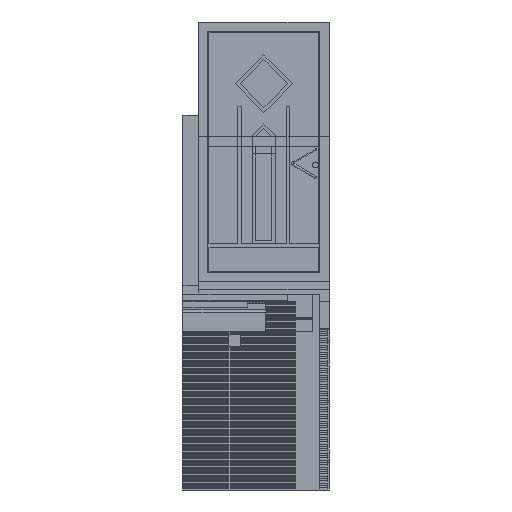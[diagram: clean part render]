
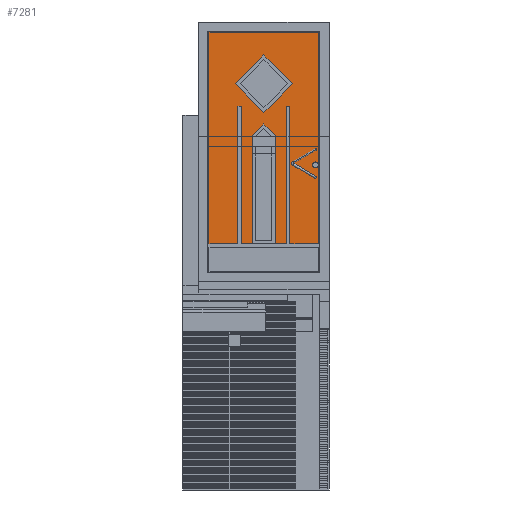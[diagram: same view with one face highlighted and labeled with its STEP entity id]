
A CAD part, left-side view. The second image highlights one B-rep face of the part: STEP entity #7281.
In plain terms, the highlighted planar face has unit normal (-1, 0, 0).
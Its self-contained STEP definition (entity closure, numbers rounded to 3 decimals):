
#7281=ADVANCED_FACE('',(#13779,#13780),#13781,.T.);
#13779=FACE_BOUND('',#21867,.T.);
#13780=FACE_OUTER_BOUND('',#21868,.T.);
#13781=PLANE('',#21869);
#21867=EDGE_LOOP('',(#32749,#32750,#32751,#32752));
#21868=EDGE_LOOP('',(#32753,#32754,#32755,#32756,#32757,#32758,#32759,#32760,#32761,#32762,#32763,#32764,#32765,#32766,#32767,#32768,#32769));
#21869=AXIS2_PLACEMENT_3D('',#32770,#32771,#32772);
#32749=ORIENTED_EDGE('',*,*,#43381,.T.);
#32750=ORIENTED_EDGE('',*,*,#45667,.T.);
#32751=ORIENTED_EDGE('',*,*,#44764,.T.);
#32752=ORIENTED_EDGE('',*,*,#44173,.T.);
#32753=ORIENTED_EDGE('',*,*,#42034,.T.);
#32754=ORIENTED_EDGE('',*,*,#45668,.F.);
#32755=ORIENTED_EDGE('',*,*,#45669,.F.);
#32756=ORIENTED_EDGE('',*,*,#45670,.F.);
#32757=ORIENTED_EDGE('',*,*,#45671,.F.);
#32758=ORIENTED_EDGE('',*,*,#45672,.F.);
#32759=ORIENTED_EDGE('',*,*,#43418,.F.);
#32760=ORIENTED_EDGE('',*,*,#42635,.F.);
#32761=ORIENTED_EDGE('',*,*,#44224,.F.);
#32762=ORIENTED_EDGE('',*,*,#44799,.F.);
#32763=ORIENTED_EDGE('',*,*,#45673,.F.);
#32764=ORIENTED_EDGE('',*,*,#44038,.F.);
#32765=ORIENTED_EDGE('',*,*,#42030,.T.);
#32766=ORIENTED_EDGE('',*,*,#44432,.T.);
#32767=ORIENTED_EDGE('',*,*,#45674,.T.);
#32768=ORIENTED_EDGE('',*,*,#43694,.T.);
#32769=ORIENTED_EDGE('',*,*,#45675,.T.);
#32770=CARTESIAN_POINT('',(1877.24,27.492,1141.651));
#32771=DIRECTION('',(-1.0,0.,0.0));
#32772=DIRECTION('',(0.,-1.0,0.0));
#42030=EDGE_CURVE('',#48609,#48607,#48610,.T.);
#42034=EDGE_CURVE('',#48617,#48615,#48618,.T.);
#42635=EDGE_CURVE('',#49648,#49651,#49652,.T.);
#43381=EDGE_CURVE('',#50905,#50903,#50906,.T.);
#43418=EDGE_CURVE('',#49651,#50962,#50963,.T.);
#43694=EDGE_CURVE('',#51401,#51399,#51402,.T.);
#44038=EDGE_CURVE('',#48609,#51947,#51948,.T.);
#44173=EDGE_CURVE('',#52157,#50905,#52158,.T.);
#44224=EDGE_CURVE('',#52236,#49648,#52238,.T.);
#44432=EDGE_CURVE('',#48607,#52555,#52557,.T.);
#44764=EDGE_CURVE('',#53062,#52157,#53063,.T.);
#44799=EDGE_CURVE('',#53110,#52236,#53112,.T.);
#45667=EDGE_CURVE('',#50903,#53062,#54328,.T.);
#45668=EDGE_CURVE('',#54329,#48615,#54330,.T.);
#45669=EDGE_CURVE('',#54331,#54329,#54332,.T.);
#45670=EDGE_CURVE('',#54333,#54331,#54334,.T.);
#45671=EDGE_CURVE('',#54335,#54333,#54336,.T.);
#45672=EDGE_CURVE('',#50962,#54335,#54337,.T.);
#45673=EDGE_CURVE('',#51947,#53110,#54338,.T.);
#45674=EDGE_CURVE('',#52555,#51401,#54339,.T.);
#45675=EDGE_CURVE('',#51399,#48617,#54340,.T.);
#48607=VERTEX_POINT('',#57893);
#48609=VERTEX_POINT('',#57896);
#48610=LINE('',#57897,#57898);
#48615=VERTEX_POINT('',#57905);
#48617=VERTEX_POINT('',#57908);
#48618=LINE('',#57909,#57910);
#49648=VERTEX_POINT('',#59394);
#49651=VERTEX_POINT('',#59398);
#49652=LINE('',#59399,#59400);
#50903=VERTEX_POINT('',#61216);
#50905=VERTEX_POINT('',#61219);
#50906=LINE('',#61220,#61221);
#50962=VERTEX_POINT('',#61302);
#50963=LINE('',#61303,#61304);
#51399=VERTEX_POINT('',#61942);
#51401=VERTEX_POINT('',#61945);
#51402=LINE('',#61946,#61947);
#51947=VERTEX_POINT('',#62748);
#51948=LINE('',#62749,#62750);
#52157=VERTEX_POINT('',#63057);
#52158=LINE('',#63058,#63059);
#52236=VERTEX_POINT('',#63174);
#52238=LINE('',#63177,#63178);
#52555=VERTEX_POINT('',#63642);
#52557=LINE('',#63645,#63646);
#53062=VERTEX_POINT('',#64384);
#53063=LINE('',#64385,#64386);
#53110=VERTEX_POINT('',#64456);
#53112=LINE('',#64459,#64460);
#54328=LINE('',#66252,#66253);
#54329=VERTEX_POINT('',#66254);
#54330=LINE('',#66255,#66256);
#54331=VERTEX_POINT('',#66257);
#54332=LINE('',#66258,#66259);
#54333=VERTEX_POINT('',#66260);
#54334=LINE('',#66261,#66262);
#54335=VERTEX_POINT('',#66263);
#54336=LINE('',#66264,#66265);
#54337=LINE('',#66266,#66267);
#54338=LINE('',#66268,#66269);
#54339=LINE('',#66270,#66271);
#54340=LINE('',#66272,#66273);
#57893=CARTESIAN_POINT('',(1877.24,-47.508,445.));
#57896=CARTESIAN_POINT('',(1877.24,0.347,445.));
#57897=CARTESIAN_POINT('',(1877.24,0.347,445.));
#57898=VECTOR('',#70579,50.0);
#57905=CARTESIAN_POINT('',(1877.24,-195.363,445.));
#57908=CARTESIAN_POINT('',(1877.24,-147.508,445.));
#57909=CARTESIAN_POINT('',(1877.24,-147.508,445.));
#57910=VECTOR('',#70583,50.0);
#59394=CARTESIAN_POINT('',(1877.24,141.242,445.));
#59398=CARTESIAN_POINT('',(1877.24,141.242,1365.0));
#59399=CARTESIAN_POINT('',(1877.24,141.242,445.));
#59400=VECTOR('',#71045,50.0);
#61216=CARTESIAN_POINT('',(1877.24,-97.508,1266.651));
#61219=CARTESIAN_POINT('',(1877.24,27.492,1141.651));
#61220=CARTESIAN_POINT('',(1877.24,27.492,1141.651));
#61221=VECTOR('',#71618,50.0);
#61302=CARTESIAN_POINT('',(1877.24,-336.258,1365.0));
#61303=CARTESIAN_POINT('',(1877.24,141.242,1365.0));
#61304=VECTOR('',#71644,50.0);
#61942=CARTESIAN_POINT('',(1877.24,-147.508,916.651));
#61945=CARTESIAN_POINT('',(1877.24,-97.508,966.651));
#61946=CARTESIAN_POINT('',(1877.24,-97.508,966.651));
#61947=VECTOR('',#71848,50.0);
#62748=CARTESIAN_POINT('',(1877.24,0.347,1043.795));
#62749=CARTESIAN_POINT('',(1877.24,0.347,445.));
#62750=VECTOR('',#72105,50.0);
#63057=CARTESIAN_POINT('',(1877.24,-97.508,1016.651));
#63058=CARTESIAN_POINT('',(1877.24,-97.508,1016.651));
#63059=VECTOR('',#72204,50.0);
#63174=CARTESIAN_POINT('',(1877.24,15.347,445.));
#63177=CARTESIAN_POINT('',(1877.24,15.347,445.));
#63178=VECTOR('',#72243,50.0);
#63642=CARTESIAN_POINT('',(1877.24,-47.508,916.651));
#63645=CARTESIAN_POINT('',(1877.24,-47.508,445.));
#63646=VECTOR('',#72392,50.0);
#64384=CARTESIAN_POINT('',(1877.24,-222.508,1141.651));
#64385=CARTESIAN_POINT('',(1877.24,-222.508,1141.651));
#64386=VECTOR('',#72638,50.0);
#64456=CARTESIAN_POINT('',(1877.24,15.347,1043.795));
#64459=CARTESIAN_POINT('',(1877.24,15.347,1043.795));
#64460=VECTOR('',#72663,50.0);
#66252=CARTESIAN_POINT('',(1877.24,-97.508,1266.651));
#66253=VECTOR('',#73252,50.0);
#66254=CARTESIAN_POINT('',(1877.24,-195.363,1043.795));
#66255=CARTESIAN_POINT('',(1877.24,-195.363,1043.795));
#66256=VECTOR('',#73253,50.0);
#66257=CARTESIAN_POINT('',(1877.24,-210.363,1043.795));
#66258=CARTESIAN_POINT('',(1877.24,-210.363,1043.795));
#66259=VECTOR('',#73254,50.0);
#66260=CARTESIAN_POINT('',(1877.24,-210.363,445.));
#66261=CARTESIAN_POINT('',(1877.24,-210.363,445.));
#66262=VECTOR('',#73255,50.0);
#66263=CARTESIAN_POINT('',(1877.24,-336.258,445.));
#66264=CARTESIAN_POINT('',(1877.24,-336.258,445.));
#66265=VECTOR('',#73256,50.0);
#66266=CARTESIAN_POINT('',(1877.24,-336.258,1365.0));
#66267=VECTOR('',#73257,50.0);
#66268=CARTESIAN_POINT('',(1877.24,0.347,1043.795));
#66269=VECTOR('',#73258,50.0);
#66270=CARTESIAN_POINT('',(1877.24,-47.508,916.651));
#66271=VECTOR('',#73259,50.0);
#66272=CARTESIAN_POINT('',(1877.24,-147.508,916.651));
#66273=VECTOR('',#73260,50.0);
#70579=DIRECTION('',(0.,-1.0,0.0));
#70583=DIRECTION('',(0.,-1.0,0.0));
#71045=DIRECTION('',(0.0,0.0,1.0));
#71618=DIRECTION('',(0.,-0.707,0.707));
#71644=DIRECTION('',(0.,-1.0,0.0));
#71848=DIRECTION('',(0.,-0.707,-0.707));
#72105=DIRECTION('',(0.0,0.0,1.0));
#72204=DIRECTION('',(0.,0.707,0.707));
#72243=DIRECTION('',(0.,1.0,0.0));
#72392=DIRECTION('',(0.0,0.0,1.0));
#72638=DIRECTION('',(0.,0.707,-0.707));
#72663=DIRECTION('',(0.0,0.0,-1.0));
#73252=DIRECTION('',(0.,-0.707,-0.707));
#73253=DIRECTION('',(0.0,0.0,-1.0));
#73254=DIRECTION('',(0.,1.0,0.0));
#73255=DIRECTION('',(0.0,0.0,1.0));
#73256=DIRECTION('',(0.,1.0,0.0));
#73257=DIRECTION('',(0.0,0.0,-1.0));
#73258=DIRECTION('',(0.,1.0,0.0));
#73259=DIRECTION('',(0.,-0.707,0.707));
#73260=DIRECTION('',(0.0,0.0,-1.0));
